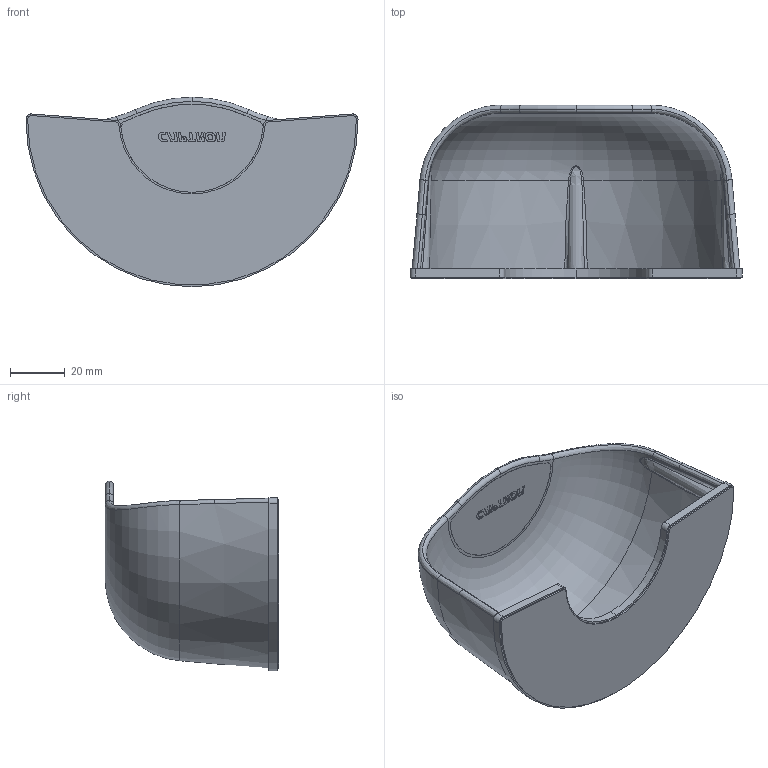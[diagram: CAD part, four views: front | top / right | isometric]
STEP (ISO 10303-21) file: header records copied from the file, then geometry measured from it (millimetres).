
FILE_DESCRIPTION (( 'STEP AP203' ), '1' );
FILE_NAME ('ST-SCP6.STEP', '2016-02-09T13:04:22', ( '' ), ( '' ), 'SwSTEP 2.0', 'SolidWorks 2014', '' );
FILE_SCHEMA (( 'CONFIG_CONTROL_DESIGN' ));
Length unit declared in the file: millimetre
Products named in the file (5): ST-SCP3-P#_SCP3-P01 (CAPTRON); ST-SCP6; ST-SCP6-UT02; ST-SCP6-UT02-KF; Senkschraube_DIN_965_AM3x10_11320164 Countersunk flat head screws DIN 965 AM3x14
Assembly tree (6 placements, depth 2):
  ST-SCP6
    ST-SCP6-UT02
    ST-SCP3-P#_SCP3-P01 (CAPTRON)
    Senkschraube_DIN_965_AM3x10_11320164 Countersunk flat head screws DIN 965 AM3x14  x3
    ST-SCP6-UT02-KF
Bounding box: 121.6 x 63.6 x 69.4 mm (x, y, z)
Volume: 58329.2 mm3; surface area: 48865.3 mm2
Topology: 7 solids, 7 shells, 284 faces, 697 edges, 441 vertices
Faces by surface type: plane 133, cone 58, cylinder 45, bspline 31, torus 17
Entity records: 8445 total; most frequent: CARTESIAN_POINT 2972, ORIENTED_EDGE 1034, DIRECTION 1005, EDGE_CURVE 517, AXIS2_PLACEMENT_3D 366, VERTEX_POINT 329, VECTOR 273, LINE 273
